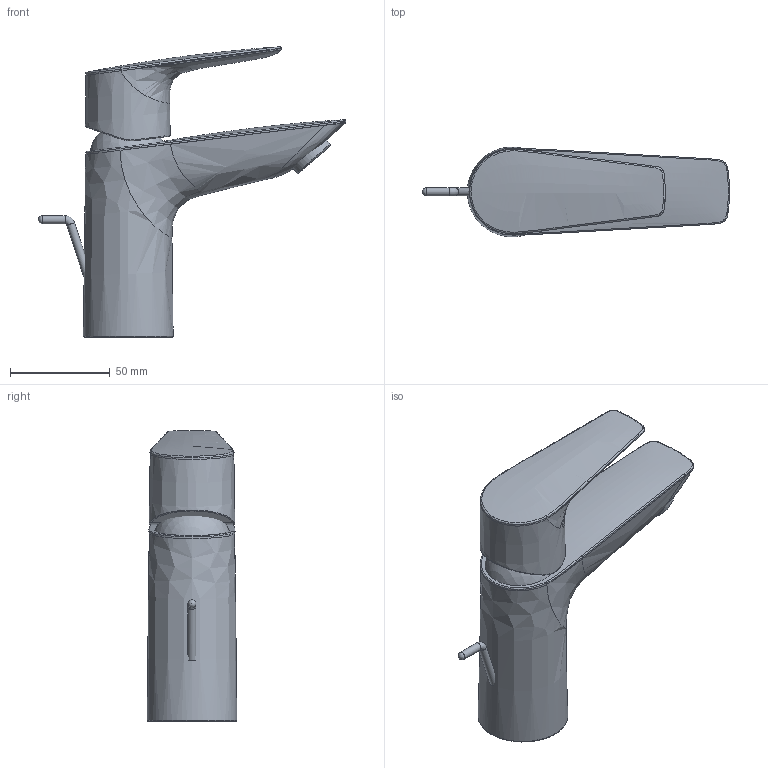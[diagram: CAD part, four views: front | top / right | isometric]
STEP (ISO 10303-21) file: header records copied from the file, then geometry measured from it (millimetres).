
FILE_DESCRIPTION(/* description */ ('Unknown'),/* implementation_level */ '2;1');
FILE_NAME(/* name */ '23328001',/* time_stamp */ '2022-09-07T04:37:00+02:00',/* author */ ('Unknown'),/* organization */ ('GROHE AG'),/* preprocessor_version */ 'ST-DEVELOPER v16.7',/* originating_system */ 'DEX',/* authorisation */ $);
FILE_SCHEMA (('AUTOMOTIVE_DESIGN {1 0 10303 214 3 1 1}'));
Products named in the file (6): 23328001; 40.2951.24300; A4295155 OHM Basin Mixer S Size_Reduced Version_ASM_20190423; 23328001_0; 23328001_1
Assembly tree (5 placements, depth 2):
  23328001
    40.2951.24300
    23328001
    A4295155 OHM Basin Mixer S Size_Reduced Version_ASM_20190423
    23328001_0
    23328001_1
Bounding box: 154.01 x 44.94 x 145.6 mm (x, y, z)
Volume: 284557.7 mm3; surface area: 47161.3 mm2
Topology: 5 solids, 8 shells, 3238 faces, 8572 edges, 5675 vertices
Faces by surface type: plane 2122, cylinder 731, cone 266, bspline 107, torus 6, sphere 6
Full cylindrical faces by diameter (mm): 4 x2, 13.95 x1, 15.7 x1, 16.05 x1, 16.15 x1, 16.831 x1, 17.1 x1, 17.75 x2, 20.15 x1, 20.88 x1, 21.205 x1, 21.5 x1, 22.45 x2, 23.87 x1, 37.137 x1
Entity records: 138535 total; most frequent: CARTESIAN_POINT 37605, ORIENTED_EDGE 17002, DIRECTION 16003, EDGE_CURVE 8501, AXIS2_PLACEMENT_3D 5689, VERTEX_POINT 5651, LINE 4625, VECTOR 4625
